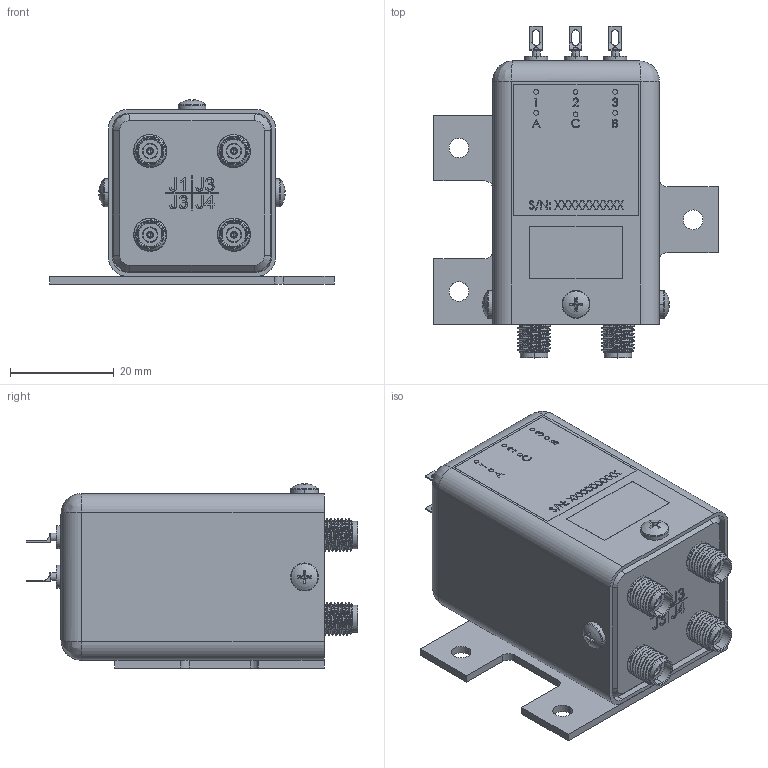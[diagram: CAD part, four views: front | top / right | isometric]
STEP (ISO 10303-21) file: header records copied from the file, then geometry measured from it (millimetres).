
FILE_DESCRIPTION (( 'STEP AP203' ), '1' );
FILE_NAME ('FMSW6482_3D.STEP', '2022-05-16T17:48:58', ( '' ), ( '' ), 'SwSTEP 2.0', 'SolidWorks 2021', '' );
FILE_SCHEMA (( 'CONFIG_CONTROL_DESIGN' ));
Length unit declared in the file: inch
Products named in the file (10): R040194-e360^K22-FDQT00 Rev.1(2)_FMSW6482; R040691-e360_-03^K22-FDQT00 Rev.1(2)_FMSW6482; A12075Y05_-402^K22-FDQT00 Rev.1(2)_FMSW6482; R09003^K22-FDQT00 Rev.1(2)_FMSW6482; A12075Y05_-202^K22-FDQT00 Rev.1(2)_FMSW6482; K22021001^K22-FDQT00 Rev.1(2)_FMSW6482; K16029002^K22-FDQT00 Rev.1(2)_FMSW6482; FMSW6482_3D; K22-FDQT00 Rev.1(2)^FMSW6482; A12075Y04_-401^K22-FDQT00 Rev.1(2)_FMSW6482
Assembly tree (20 placements, depth 3):
  FMSW6482_3D
    K22-FDQT00 Rev.1(2)^FMSW6482
      K22021001^K22-FDQT00 Rev.1(2)_FMSW6482
      K16029002^K22-FDQT00 Rev.1(2)_FMSW6482  x4
      R09003^K22-FDQT00 Rev.1(2)_FMSW6482
      R040691-e360_-03^K22-FDQT00 Rev.1(2)_FMSW6482  x6
      R040194-e360^K22-FDQT00 Rev.1(2)_FMSW6482
      A12075Y04_-401^K22-FDQT00 Rev.1(2)_FMSW6482  x3
      A12075Y05_-402^K22-FDQT00 Rev.1(2)_FMSW6482
      A12075Y05_-202^K22-FDQT00 Rev.1(2)_FMSW6482  x2
Bounding box: 54.86 x 64.03 x 35.56 mm (x, y, z)
Volume: 14554.9 mm3; surface area: 23246.6 mm2
Topology: 27 solids, 27 shells, 1230 faces, 3118 edges, 2030 vertices
Faces by surface type: plane 546, cylinder 378, bspline 181, cone 84, torus 38, sphere 3
Entity records: 33469 total; most frequent: CARTESIAN_POINT 15524, ORIENTED_EDGE 3670, DIRECTION 2944, EDGE_CURVE 1835, VERTEX_POINT 1207, VECTOR 1128, LINE 1128, AXIS2_PLACEMENT_3D 908
